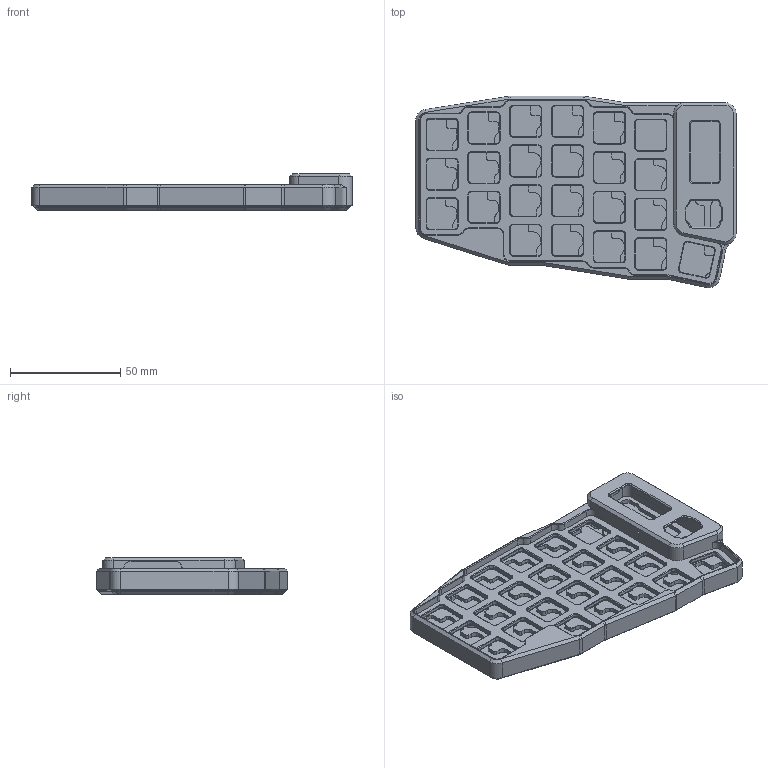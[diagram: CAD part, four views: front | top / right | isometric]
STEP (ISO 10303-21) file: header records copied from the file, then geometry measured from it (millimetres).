
FILE_DESCRIPTION(('HOOPS Exchange Step'),'2;1');
FILE_NAME('temp_export','2023-11-21T15:03:56+11:-30',('mobile'),('Shapr3D Limited'),'HOOPS Exchange 2023.2','Shapr3D','Authorized');
FILE_SCHEMA( ('AUTOMOTIVE_DESIGN { 1 0 10303 214 1 1 1 1 }') );
Length unit declared in the file: millimetre
Products named in the file (2): Rolio V3.0 - SLS - Left.x_t; root
Assembly tree (1 placements, depth 2):
  root
    Rolio V3.0 - SLS - Left.x_t
Bounding box: 145.46 x 87.02 x 16.5 mm (x, y, z)
Volume: 47671.8 mm3; surface area: 77694.4 mm2
Topology: 9 solids, 10 shells, 2229 faces, 6097 edges, 3954 vertices
Faces by surface type: plane 1102, cylinder 871, cone 204, bspline 52
Full cylindrical faces by diameter (mm): 1.65 x6, 2.1 x5, 2.5 x2, 3.1 x1, 4 x5, 4.15 x4, 5 x10, 5.3 x3, 6.1 x1, 6.9 x1, 8.1 x4
Entity records: 72410 total; most frequent: CARTESIAN_POINT 14125, DIRECTION 12357, ORIENTED_EDGE 12206, EDGE_CURVE 6103, AXIS2_PLACEMENT_3D 4209, VERTEX_POINT 3960, VECTOR 3939, LINE 3939
